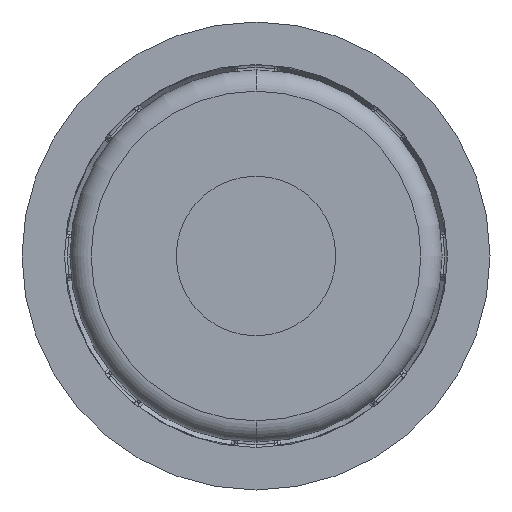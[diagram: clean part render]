
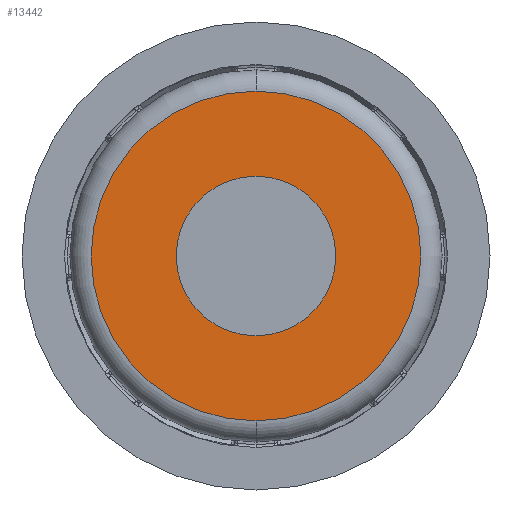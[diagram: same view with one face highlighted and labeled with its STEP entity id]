
A CAD part, front view. The second image highlights one B-rep face of the part: STEP entity #13442.
In plain terms, the highlighted planar face has unit normal (0, -1, 0).
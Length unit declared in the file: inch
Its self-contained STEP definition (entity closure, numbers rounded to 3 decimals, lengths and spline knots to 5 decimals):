
#637 = AXIS2_PLACEMENT_3D ( 'NONE', #13789, #5973, #15067 ) ;
#699 = VERTEX_POINT ( 'NONE', #11000 ) ;
#821 = DIRECTION ( 'NONE',  ( 0., 1., 0. ) ) ;
#1088 = PLANE ( 'NONE',  #7943 ) ;
#1638 = ORIENTED_EDGE ( 'NONE', *, *, #4365, .F. ) ;
#1686 = AXIS2_PLACEMENT_3D ( 'NONE', #7205, #16291, #8505 ) ;
#2087 = CIRCLE ( 'NONE', #637, 0.61024 ) ;
#2232 = CIRCLE ( 'NONE', #9789, 0.29528 ) ;
#2396 = CARTESIAN_POINT ( 'NONE',  ( 0.97746, 0.1865, 1.46496 ) ) ;
#2449 = FACE_BOUND ( 'NONE', #12398, .T. ) ;
#2655 = VERTEX_POINT ( 'NONE', #5621 ) ;
#3706 = DIRECTION ( 'NONE',  ( 0., -1., 0. ) ) ;
#3746 = DIRECTION ( 'NONE',  ( 0., 1., 0. ) ) ;
#3870 = VERTEX_POINT ( 'NONE', #4389 ) ;
#4021 = CARTESIAN_POINT ( 'NONE',  ( 0.68218, 0.1865, 1.16968 ) ) ;
#4365 = EDGE_CURVE ( 'NONE', #2655, #699, #16391, .T. ) ;
#4389 = CARTESIAN_POINT ( 'NONE',  ( 0.68218, 0.1865, 1.76023 ) ) ;
#4586 = ORIENTED_EDGE ( 'NONE', *, *, #8864, .T. ) ;
#5621 = CARTESIAN_POINT ( 'NONE',  ( 0.68218, 0.1865, 2.07519 ) ) ;
#5973 = DIRECTION ( 'NONE',  ( 0., 1., 0. ) ) ;
#6337 = FACE_OUTER_BOUND ( 'NONE', #14400, .T. ) ;
#7205 = CARTESIAN_POINT ( 'NONE',  ( 0.68218, 0.1865, 1.46496 ) ) ;
#7373 = AXIS2_PLACEMENT_3D ( 'NONE', #11547, #3746, #12861 ) ;
#7943 = AXIS2_PLACEMENT_3D ( 'NONE', #2396, #3706, #12822 ) ;
#8505 = DIRECTION ( 'NONE',  ( 0., 0., 1. ) ) ;
#8625 = CARTESIAN_POINT ( 'NONE',  ( 0.68218, 0.1865, 1.46496 ) ) ;
#8864 = EDGE_CURVE ( 'NONE', #10182, #3870, #12500, .T. ) ;
#9789 = AXIS2_PLACEMENT_3D ( 'NONE', #8625, #821, #9940 ) ;
#9922 = EDGE_CURVE ( 'NONE', #699, #2655, #2087, .T. ) ;
#9940 = DIRECTION ( 'NONE',  ( 0., 0., 1. ) ) ;
#10182 = VERTEX_POINT ( 'NONE', #4021 ) ;
#10647 = ORIENTED_EDGE ( 'NONE', *, *, #12730, .T. ) ;
#11000 = CARTESIAN_POINT ( 'NONE',  ( 0.68218, 0.1865, 0.85472 ) ) ;
#11547 = CARTESIAN_POINT ( 'NONE',  ( 0.68218, 0.1865, 1.46496 ) ) ;
#12398 = EDGE_LOOP ( 'NONE', ( #10647, #4586 ) ) ;
#12500 = CIRCLE ( 'NONE', #1686, 0.29528 ) ;
#12730 = EDGE_CURVE ( 'NONE', #3870, #10182, #2232, .T. ) ;
#12822 = DIRECTION ( 'NONE',  ( 0., 0., -1. ) ) ;
#12861 = DIRECTION ( 'NONE',  ( 0., 0., -1. ) ) ;
#13442 = ADVANCED_FACE ( 'NONE', ( #2449, #6337 ), #1088, .T. ) ;
#13789 = CARTESIAN_POINT ( 'NONE',  ( 0.68218, 0.1865, 1.46496 ) ) ;
#13910 = ORIENTED_EDGE ( 'NONE', *, *, #9922, .F. ) ;
#14400 = EDGE_LOOP ( 'NONE', ( #13910, #1638 ) ) ;
#15067 = DIRECTION ( 'NONE',  ( 0., 0., -1. ) ) ;
#16291 = DIRECTION ( 'NONE',  ( 0., 1., 0. ) ) ;
#16391 = CIRCLE ( 'NONE', #7373, 0.61024 ) ;
